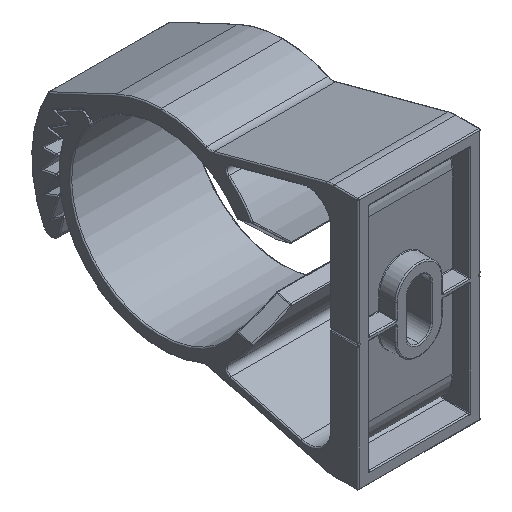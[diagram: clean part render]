
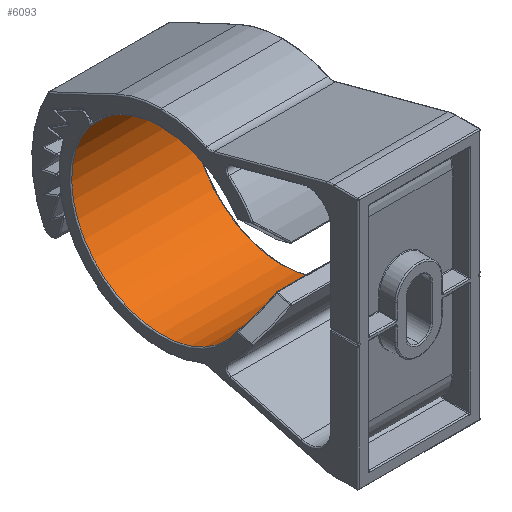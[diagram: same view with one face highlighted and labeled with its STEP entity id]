
A CAD part, isometric view. The second image highlights one B-rep face of the part: STEP entity #6093.
In plain terms, the highlighted cylindrical face has radius 16 mm (diameter 32 mm), a partial arc.
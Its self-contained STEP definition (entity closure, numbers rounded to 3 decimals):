
#289 = CARTESIAN_POINT ( 'NONE',  ( 21.6, 21.545, -31.059 ) ) ;
#639 = CARTESIAN_POINT ( 'NONE',  ( 16.717, 19.559, -26.591 ) ) ;
#834 = AXIS2_PLACEMENT_3D ( 'NONE', #9099, #6834, #7541 ) ;
#1065 = ORIENTED_EDGE ( 'NONE', *, *, #6950, .T. ) ;
#1403 = CARTESIAN_POINT ( 'NONE',  ( 18.38, 19.989, -28.176 ) ) ;
#1649 = CARTESIAN_POINT ( 'NONE',  ( 5.083, 19.559, -26.591 ) ) ;
#1906 = DIRECTION ( 'NONE',  ( 0., 0., 1. ) ) ;
#2078 = CARTESIAN_POINT ( 'NONE',  ( 0.2, 21.545, -31.059 ) ) ;
#2487 =( BOUNDED_CURVE ( )  B_SPLINE_CURVE ( 3, ( #639, #1403, #6459, #8724 ),
 .UNSPECIFIED., .F., .T. ) 
 B_SPLINE_CURVE_WITH_KNOTS ( ( 4, 4 ),
 ( 1.583, 1.89 ),
 .UNSPECIFIED. ) 
 CURVE ( )  GEOMETRIC_REPRESENTATION_ITEM ( )  RATIONAL_B_SPLINE_CURVE ( ( 1., 0.992, 0.992, 1. ) ) 
 REPRESENTATION_ITEM ( '' )  );
#2572 = VERTEX_POINT ( 'NONE', #9712 ) ;
#2751 = CARTESIAN_POINT ( 'NONE',  ( 0.2, 47.768, -12.758 ) ) ;
#3166 = ORIENTED_EDGE ( 'NONE', *, *, #3192, .T. ) ;
#3192 = EDGE_CURVE ( 'NONE', #2572, #9781, #6130, .T. ) ;
#3250 = DIRECTION ( 'NONE',  ( -1., 0., 0. ) ) ;
#3449 = EDGE_LOOP ( 'NONE', ( #3166, #10185, #7797, #9322, #3708, #1065 ) ) ;
#3615 = CARTESIAN_POINT ( 'NONE',  ( 5.083, 19.559, -26.591 ) ) ;
#3691 = DIRECTION ( 'NONE',  ( -1., 0., 0. ) ) ;
#3708 = ORIENTED_EDGE ( 'NONE', *, *, #3932, .T. ) ;
#3932 = EDGE_CURVE ( 'NONE', #5711, #5628, #2487, .T. ) ;
#3998 = VECTOR ( 'NONE', #9753, 1000. ) ;
#4334 = EDGE_CURVE ( 'NONE', #8647, #10022, #6923, .T. ) ;
#4416 = CYLINDRICAL_SURFACE ( 'NONE', #7811, 16. ) ;
#4897 = CARTESIAN_POINT ( 'NONE',  ( 0.2, 35., -22.4 ) ) ;
#5527 = CIRCLE ( 'NONE', #834, 16. ) ;
#5628 = VERTEX_POINT ( 'NONE', #289 ) ;
#5653 = VECTOR ( 'NONE', #3691, 1000. ) ;
#5654 = CARTESIAN_POINT ( 'NONE',  ( 0.2, 21.545, -31.059 ) ) ;
#5711 = VERTEX_POINT ( 'NONE', #7176 ) ;
#5762 = CARTESIAN_POINT ( 'NONE',  ( 21.8, 19.559, -26.591 ) ) ;
#6040 = FACE_OUTER_BOUND ( 'NONE', #3449, .T. ) ;
#6093 = ADVANCED_FACE ( 'NONE', ( #6040 ), #4416, .F. ) ;
#6130 = LINE ( 'NONE', #8670, #5653 ) ;
#6153 = CARTESIAN_POINT ( 'NONE',  ( 3.42, 19.989, -28.176 ) ) ;
#6303 = EDGE_CURVE ( 'NONE', #10022, #5711, #9868, .T. ) ;
#6459 = CARTESIAN_POINT ( 'NONE',  ( 20.021, 20.656, -29.677 ) ) ;
#6564 = DIRECTION ( 'NONE',  ( 0., 0., 1. ) ) ;
#6727 = EDGE_CURVE ( 'NONE', #9781, #8647, #9840, .T. ) ;
#6834 = DIRECTION ( 'NONE',  ( 1., 0., 0. ) ) ;
#6923 =( BOUNDED_CURVE ( )  B_SPLINE_CURVE ( 3, ( #2078, #7786, #6153, #3615 ),
 .UNSPECIFIED., .F., .T. ) 
 B_SPLINE_CURVE_WITH_KNOTS ( ( 4, 4 ),
 ( 1.252, 1.558 ),
 .UNSPECIFIED. ) 
 CURVE ( )  GEOMETRIC_REPRESENTATION_ITEM ( )  RATIONAL_B_SPLINE_CURVE ( ( 1., 0.992, 0.992, 1. ) ) 
 REPRESENTATION_ITEM ( '' )  );
#6950 = EDGE_CURVE ( 'NONE', #5628, #2572, #5527, .T. ) ;
#7176 = CARTESIAN_POINT ( 'NONE',  ( 16.717, 19.559, -26.591 ) ) ;
#7541 = DIRECTION ( 'NONE',  ( 0., 0., 1. ) ) ;
#7770 = CARTESIAN_POINT ( 'NONE',  ( 21.8, 35., -22.4 ) ) ;
#7786 = CARTESIAN_POINT ( 'NONE',  ( 1.779, 20.656, -29.677 ) ) ;
#7797 = ORIENTED_EDGE ( 'NONE', *, *, #4334, .T. ) ;
#7811 = AXIS2_PLACEMENT_3D ( 'NONE', #7770, #9342, #1906 ) ;
#8647 = VERTEX_POINT ( 'NONE', #5654 ) ;
#8670 = CARTESIAN_POINT ( 'NONE',  ( 21.8, 47.768, -12.758 ) ) ;
#8724 = CARTESIAN_POINT ( 'NONE',  ( 21.6, 21.545, -31.059 ) ) ;
#8969 = AXIS2_PLACEMENT_3D ( 'NONE', #4897, #3250, #6564 ) ;
#9099 = CARTESIAN_POINT ( 'NONE',  ( 21.6, 35., -22.4 ) ) ;
#9322 = ORIENTED_EDGE ( 'NONE', *, *, #6303, .T. ) ;
#9342 = DIRECTION ( 'NONE',  ( -1., 0., 0. ) ) ;
#9712 = CARTESIAN_POINT ( 'NONE',  ( 21.6, 47.768, -12.758 ) ) ;
#9753 = DIRECTION ( 'NONE',  ( 1., 0., 0. ) ) ;
#9781 = VERTEX_POINT ( 'NONE', #2751 ) ;
#9840 = CIRCLE ( 'NONE', #8969, 16. ) ;
#9868 = LINE ( 'NONE', #5762, #3998 ) ;
#10022 = VERTEX_POINT ( 'NONE', #1649 ) ;
#10185 = ORIENTED_EDGE ( 'NONE', *, *, #6727, .T. ) ;
